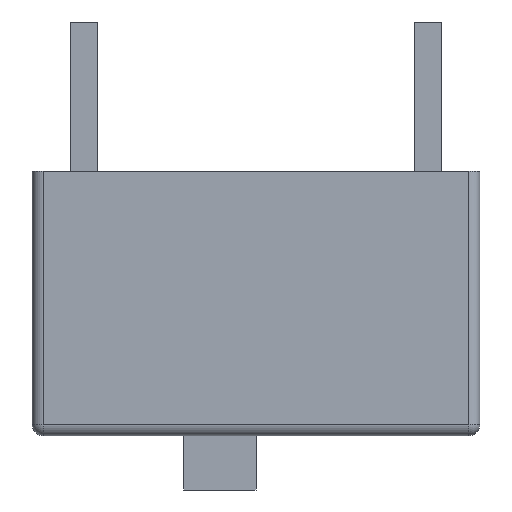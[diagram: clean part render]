
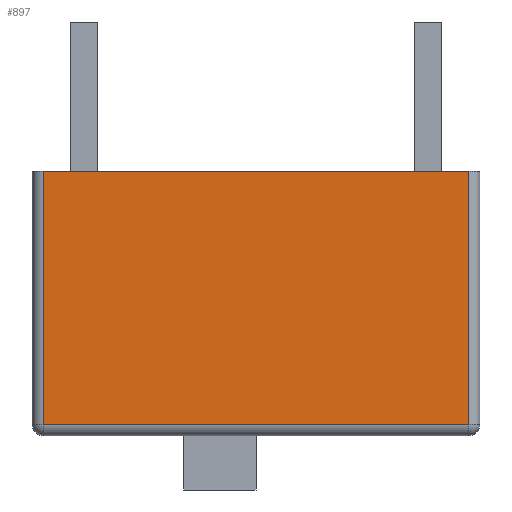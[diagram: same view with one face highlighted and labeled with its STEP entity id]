
A CAD part, left-side view. The second image highlights one B-rep face of the part: STEP entity #897.
In plain terms, the highlighted planar face has unit normal (-1, 0, 0).
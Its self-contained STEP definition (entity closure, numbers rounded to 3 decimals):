
#4 = ORIENTED_EDGE ( 'NONE', *, *, #279, .T. ) ;
#7 = CARTESIAN_POINT ( 'NONE',  ( -1.95, 4.7, 5.85 ) ) ;
#67 = DIRECTION ( 'NONE',  ( 0., 1., 0. ) ) ;
#82 = DIRECTION ( 'NONE',  ( 0., 0., -1. ) ) ;
#102 = AXIS2_PLACEMENT_3D ( 'NONE', #561, #352, #67 ) ;
#184 = CARTESIAN_POINT ( 'NONE',  ( -1.95, 4.7, 5.85 ) ) ;
#188 = CARTESIAN_POINT ( 'NONE',  ( -1.95, 4.95, 0.25 ) ) ;
#195 = CARTESIAN_POINT ( 'NONE',  ( -1.95, -4.7, 0.25 ) ) ;
#212 = DIRECTION ( 'NONE',  ( 0., -1., 0. ) ) ;
#279 = EDGE_CURVE ( 'NONE', #1197, #1247, #1063, .T. ) ;
#340 = LINE ( 'NONE', #797, #635 ) ;
#352 = DIRECTION ( 'NONE',  ( 1., 0., 0. ) ) ;
#356 = EDGE_CURVE ( 'NONE', #431, #1197, #1186, .T. ) ;
#391 = EDGE_CURVE ( 'NONE', #431, #998, #340, .T. ) ;
#399 = LINE ( 'NONE', #814, #568 ) ;
#404 = CARTESIAN_POINT ( 'NONE',  ( -1.95, 4.7, 0.25 ) ) ;
#431 = VERTEX_POINT ( 'NONE', #7 ) ;
#437 = ORIENTED_EDGE ( 'NONE', *, *, #356, .T. ) ;
#444 = ORIENTED_EDGE ( 'NONE', *, *, #602, .T. ) ;
#500 = FACE_OUTER_BOUND ( 'NONE', #733, .T. ) ;
#561 = CARTESIAN_POINT ( 'NONE',  ( -1.95, 4.95, 5.85 ) ) ;
#568 = VECTOR ( 'NONE', #1006, 1000. ) ;
#602 = EDGE_CURVE ( 'NONE', #1247, #998, #399, .T. ) ;
#635 = VECTOR ( 'NONE', #212, 1000. ) ;
#733 = EDGE_LOOP ( 'NONE', ( #1212, #437, #4, #444 ) ) ;
#744 = PLANE ( 'NONE',  #102 ) ;
#797 = CARTESIAN_POINT ( 'NONE',  ( -1.95, 4.95, 5.85 ) ) ;
#800 = VECTOR ( 'NONE', #963, 1000. ) ;
#814 = CARTESIAN_POINT ( 'NONE',  ( -1.95, -4.7, 5.85 ) ) ;
#897 = ADVANCED_FACE ( 'NONE', ( #500 ), #744, .F. ) ;
#963 = DIRECTION ( 'NONE',  ( 0., -1., 0. ) ) ;
#998 = VERTEX_POINT ( 'NONE', #1143 ) ;
#1006 = DIRECTION ( 'NONE',  ( 0., 0., 1. ) ) ;
#1063 = LINE ( 'NONE', #188, #800 ) ;
#1127 = VECTOR ( 'NONE', #82, 1000. ) ;
#1143 = CARTESIAN_POINT ( 'NONE',  ( -1.95, -4.7, 5.85 ) ) ;
#1186 = LINE ( 'NONE', #184, #1127 ) ;
#1197 = VERTEX_POINT ( 'NONE', #404 ) ;
#1212 = ORIENTED_EDGE ( 'NONE', *, *, #391, .F. ) ;
#1247 = VERTEX_POINT ( 'NONE', #195 ) ;
